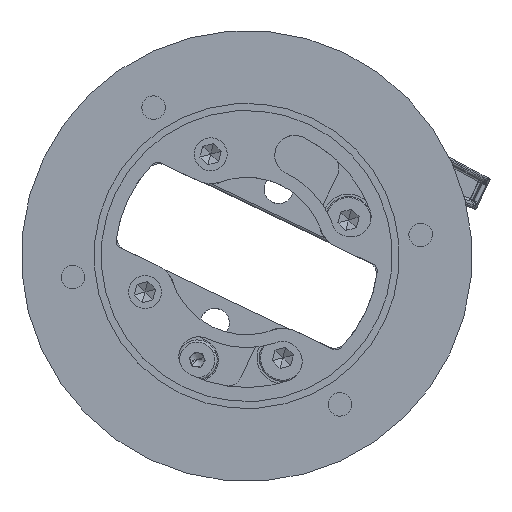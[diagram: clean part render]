
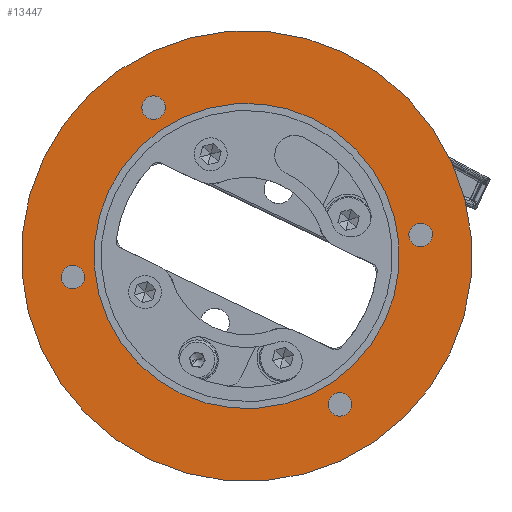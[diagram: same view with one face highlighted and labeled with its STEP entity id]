
A CAD part, front view. The second image highlights one B-rep face of the part: STEP entity #13447.
In plain terms, the highlighted face is planar.
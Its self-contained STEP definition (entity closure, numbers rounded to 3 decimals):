
#335 = CARTESIAN_POINT ( 'NONE',  ( -20., 15., -31.5 ) ) ;
#533 = DIRECTION ( 'NONE',  ( 0., 0., 1. ) ) ;
#611 = DIRECTION ( 'NONE',  ( 0., -1., 0. ) ) ;
#664 = CIRCLE ( 'NONE', #8670, 2.5 ) ;
#707 = DIRECTION ( 'NONE',  ( 0., 0., -1. ) ) ;
#945 = CIRCLE ( 'NONE', #16115, 32.5 ) ;
#1272 = ORIENTED_EDGE ( 'NONE', *, *, #4154, .T. ) ;
#1411 = AXIS2_PLACEMENT_3D ( 'NONE', #12714, #3045, #14333 ) ;
#1507 = VERTEX_POINT ( 'NONE', #11649 ) ;
#1736 = DIRECTION ( 'NONE',  ( 0., 1., 0. ) ) ;
#1957 = DIRECTION ( 'NONE',  ( 0., 0., -1. ) ) ;
#1967 = CARTESIAN_POINT ( 'NONE',  ( -20., 15., -34. ) ) ;
#2009 = EDGE_CURVE ( 'NONE', #15714, #19790, #5467, .T. ) ;
#2016 = DIRECTION ( 'NONE',  ( 0., 1., 0. ) ) ;
#2060 = AXIS2_PLACEMENT_3D ( 'NONE', #8405, #2016, #18389 ) ;
#2359 = EDGE_CURVE ( 'NONE', #13242, #18965, #16065, .T. ) ;
#2641 = ORIENTED_EDGE ( 'NONE', *, *, #14846, .T. ) ;
#2682 = ORIENTED_EDGE ( 'NONE', *, *, #12254, .T. ) ;
#3045 = DIRECTION ( 'NONE',  ( 0., -1., 0. ) ) ;
#3138 = EDGE_CURVE ( 'NONE', #5329, #8103, #5427, .T. ) ;
#3304 = ORIENTED_EDGE ( 'NONE', *, *, #15813, .T. ) ;
#3384 = CIRCLE ( 'NONE', #6100, 2.5 ) ;
#3404 = FACE_OUTER_BOUND ( 'NONE', #8738, .T. ) ;
#3431 = CARTESIAN_POINT ( 'NONE',  ( -20., 15., 34. ) ) ;
#3502 = AXIS2_PLACEMENT_3D ( 'NONE', #335, #11611, #1957 ) ;
#3504 = CARTESIAN_POINT ( 'NONE',  ( 20., 15., -34. ) ) ;
#3675 = DIRECTION ( 'NONE',  ( 0., 0., -1. ) ) ;
#3767 = CARTESIAN_POINT ( 'NONE',  ( -20., 15., 31.5 ) ) ;
#3791 = DIRECTION ( 'NONE',  ( 0., -1., 0. ) ) ;
#3906 = FACE_BOUND ( 'NONE', #19152, .T. ) ;
#3916 = EDGE_CURVE ( 'NONE', #8103, #5329, #9449, .T. ) ;
#4154 = EDGE_CURVE ( 'NONE', #19790, #15714, #20051, .T. ) ;
#4437 = CARTESIAN_POINT ( 'NONE',  ( 20., 15., 29. ) ) ;
#4519 = ORIENTED_EDGE ( 'NONE', *, *, #2009, .T. ) ;
#4770 = VERTEX_POINT ( 'NONE', #15552 ) ;
#5024 = DIRECTION ( 'NONE',  ( 0., 1., 0. ) ) ;
#5208 = EDGE_LOOP ( 'NONE', ( #2682, #18443 ) ) ;
#5247 = PLANE ( 'NONE',  #7933 ) ;
#5329 = VERTEX_POINT ( 'NONE', #4437 ) ;
#5368 = DIRECTION ( 'NONE',  ( 0., 0., -1. ) ) ;
#5427 = CIRCLE ( 'NONE', #6241, 2.5 ) ;
#5467 = CIRCLE ( 'NONE', #15432, 2.5 ) ;
#6100 = AXIS2_PLACEMENT_3D ( 'NONE', #13445, #3791, #15057 ) ;
#6241 = AXIS2_PLACEMENT_3D ( 'NONE', #10257, #611, #11884 ) ;
#6982 = VERTEX_POINT ( 'NONE', #1967 ) ;
#7325 = DIRECTION ( 'NONE',  ( 0., 1., 0. ) ) ;
#7676 = FACE_BOUND ( 'NONE', #10496, .T. ) ;
#7933 = AXIS2_PLACEMENT_3D ( 'NONE', #13372, #10180, #533 ) ;
#8103 = VERTEX_POINT ( 'NONE', #18243 ) ;
#8405 = CARTESIAN_POINT ( 'NONE',  ( 0., 15., 0. ) ) ;
#8624 = ORIENTED_EDGE ( 'NONE', *, *, #2359, .T. ) ;
#8670 = AXIS2_PLACEMENT_3D ( 'NONE', #9053, #20362, #10673 ) ;
#8738 = EDGE_LOOP ( 'NONE', ( #15476, #8624 ) ) ;
#9009 = EDGE_CURVE ( 'NONE', #1507, #6982, #20211, .T. ) ;
#9053 = CARTESIAN_POINT ( 'NONE',  ( -20., 15., -31.5 ) ) ;
#9150 = CIRCLE ( 'NONE', #16368, 2.5 ) ;
#9231 = ORIENTED_EDGE ( 'NONE', *, *, #20084, .F. ) ;
#9449 = CIRCLE ( 'NONE', #1411, 2.5 ) ;
#10180 = DIRECTION ( 'NONE',  ( 0., 1., 0. ) ) ;
#10257 = CARTESIAN_POINT ( 'NONE',  ( 20., 15., 31.5 ) ) ;
#10353 = DIRECTION ( 'NONE',  ( 0., -1., 0. ) ) ;
#10496 = EDGE_LOOP ( 'NONE', ( #16477, #10786 ) ) ;
#10673 = DIRECTION ( 'NONE',  ( 0., 0., -1. ) ) ;
#10786 = ORIENTED_EDGE ( 'NONE', *, *, #3916, .T. ) ;
#11016 = EDGE_CURVE ( 'NONE', #18965, #13242, #11315, .T. ) ;
#11106 = AXIS2_PLACEMENT_3D ( 'NONE', #14693, #5024, #16312 ) ;
#11315 = CIRCLE ( 'NONE', #15421, 48. ) ;
#11353 = CARTESIAN_POINT ( 'NONE',  ( 0., 15., 48. ) ) ;
#11382 = CARTESIAN_POINT ( 'NONE',  ( 0., 15., 0. ) ) ;
#11403 = EDGE_LOOP ( 'NONE', ( #11764, #9231 ) ) ;
#11611 = DIRECTION ( 'NONE',  ( 0., -1., 0. ) ) ;
#11649 = CARTESIAN_POINT ( 'NONE',  ( -20., 15., -29. ) ) ;
#11741 = CARTESIAN_POINT ( 'NONE',  ( -20., 15., 29. ) ) ;
#11764 = ORIENTED_EDGE ( 'NONE', *, *, #20371, .F. ) ;
#11884 = DIRECTION ( 'NONE',  ( 0., 0., -1. ) ) ;
#11964 = FACE_BOUND ( 'NONE', #18807, .T. ) ;
#12254 = EDGE_CURVE ( 'NONE', #6982, #1507, #664, .T. ) ;
#12714 = CARTESIAN_POINT ( 'NONE',  ( 20., 15., 31.5 ) ) ;
#12902 = AXIS2_PLACEMENT_3D ( 'NONE', #20046, #10353, #707 ) ;
#13009 = DIRECTION ( 'NONE',  ( 0., 0., 1. ) ) ;
#13242 = VERTEX_POINT ( 'NONE', #14442 ) ;
#13331 = VERTEX_POINT ( 'NONE', #3431 ) ;
#13372 = CARTESIAN_POINT ( 'NONE',  ( 0., 15., 48. ) ) ;
#13445 = CARTESIAN_POINT ( 'NONE',  ( -20., 15., 31.5 ) ) ;
#13447 = ADVANCED_FACE ( 'NONE', ( #16283, #16781, #3906, #11964, #7676, #3404 ), #5247, .T. ) ;
#14333 = DIRECTION ( 'NONE',  ( 0., 0., -1. ) ) ;
#14442 = CARTESIAN_POINT ( 'NONE',  ( 0., 15., -48. ) ) ;
#14693 = CARTESIAN_POINT ( 'NONE',  ( 0., 15., 0. ) ) ;
#14846 = EDGE_CURVE ( 'NONE', #15801, #13331, #9150, .T. ) ;
#15033 = DIRECTION ( 'NONE',  ( 0., -1., 0. ) ) ;
#15057 = DIRECTION ( 'NONE',  ( 0., 0., -1. ) ) ;
#15392 = CARTESIAN_POINT ( 'NONE',  ( 20., 15., -29. ) ) ;
#15421 = AXIS2_PLACEMENT_3D ( 'NONE', #11382, #1736, #13009 ) ;
#15432 = AXIS2_PLACEMENT_3D ( 'NONE', #18240, #16583, #3675 ) ;
#15476 = ORIENTED_EDGE ( 'NONE', *, *, #11016, .T. ) ;
#15552 = CARTESIAN_POINT ( 'NONE',  ( 0., 15., -32.5 ) ) ;
#15714 = VERTEX_POINT ( 'NONE', #3504 ) ;
#15801 = VERTEX_POINT ( 'NONE', #11741 ) ;
#15813 = EDGE_CURVE ( 'NONE', #13331, #15801, #3384, .T. ) ;
#16065 = CIRCLE ( 'NONE', #2060, 48. ) ;
#16115 = AXIS2_PLACEMENT_3D ( 'NONE', #17019, #7325, #18648 ) ;
#16283 = FACE_BOUND ( 'NONE', #11403, .T. ) ;
#16312 = DIRECTION ( 'NONE',  ( 0., 0., 1. ) ) ;
#16368 = AXIS2_PLACEMENT_3D ( 'NONE', #3767, #15033, #5368 ) ;
#16477 = ORIENTED_EDGE ( 'NONE', *, *, #3138, .T. ) ;
#16583 = DIRECTION ( 'NONE',  ( 0., -1., 0. ) ) ;
#16781 = FACE_BOUND ( 'NONE', #5208, .T. ) ;
#17019 = CARTESIAN_POINT ( 'NONE',  ( 0., 15., 0. ) ) ;
#17885 = VERTEX_POINT ( 'NONE', #18644 ) ;
#17901 = CIRCLE ( 'NONE', #11106, 32.5 ) ;
#18240 = CARTESIAN_POINT ( 'NONE',  ( 20., 15., -31.5 ) ) ;
#18243 = CARTESIAN_POINT ( 'NONE',  ( 20., 15., 34. ) ) ;
#18389 = DIRECTION ( 'NONE',  ( 0., 0., 1. ) ) ;
#18443 = ORIENTED_EDGE ( 'NONE', *, *, #9009, .T. ) ;
#18644 = CARTESIAN_POINT ( 'NONE',  ( 0., 15., 32.5 ) ) ;
#18648 = DIRECTION ( 'NONE',  ( 0., 0., 1. ) ) ;
#18807 = EDGE_LOOP ( 'NONE', ( #2641, #3304 ) ) ;
#18965 = VERTEX_POINT ( 'NONE', #11353 ) ;
#19152 = EDGE_LOOP ( 'NONE', ( #4519, #1272 ) ) ;
#19790 = VERTEX_POINT ( 'NONE', #15392 ) ;
#20046 = CARTESIAN_POINT ( 'NONE',  ( 20., 15., -31.5 ) ) ;
#20051 = CIRCLE ( 'NONE', #12902, 2.5 ) ;
#20084 = EDGE_CURVE ( 'NONE', #4770, #17885, #17901, .T. ) ;
#20211 = CIRCLE ( 'NONE', #3502, 2.5 ) ;
#20362 = DIRECTION ( 'NONE',  ( 0., -1., 0. ) ) ;
#20371 = EDGE_CURVE ( 'NONE', #17885, #4770, #945, .T. ) ;
